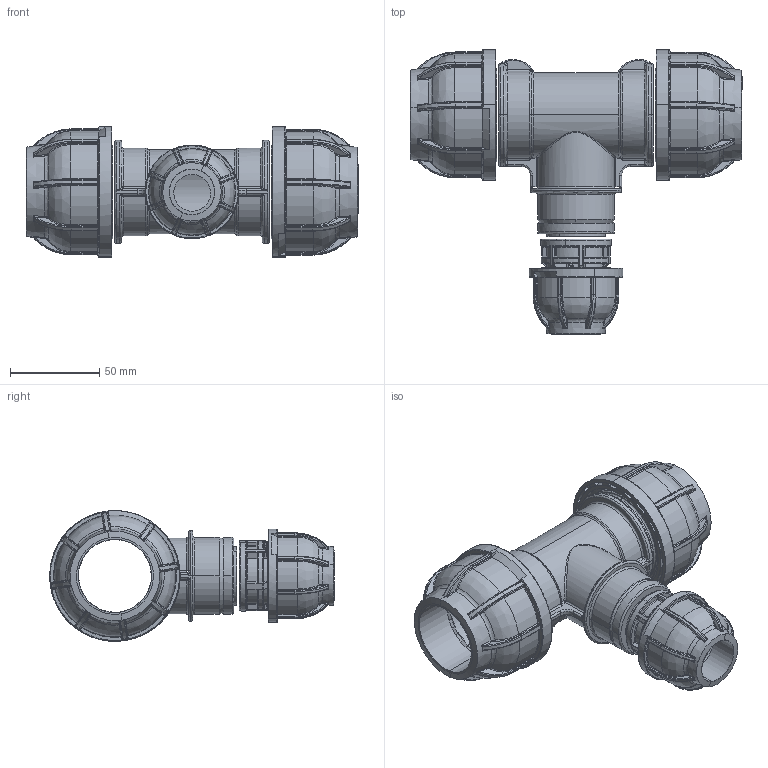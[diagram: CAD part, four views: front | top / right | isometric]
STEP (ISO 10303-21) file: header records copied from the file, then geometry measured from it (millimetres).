
FILE_DESCRIPTION (( 'STEP AP203' ), '1' );
FILE_NAME ('R247.040.025.STEP', '2016-10-19T12:02:07', ( '' ), ( '' ), 'SwSTEP 2.0', 'SolidWorks 2016', '' );
FILE_SCHEMA (( 'CONFIG_CONTROL_DESIGN' ));
Length unit declared in the file: millimetre
Products named in the file (1): R247.040.025
Bounding box: 185.68 x 159.2 x 73.11 mm (x, y, z)
Surface area: 98793.4 mm2 (no closed solid volume)
Topology: 0 solids, 72 shells, 1682 faces, 5660 edges, 3732 vertices
Faces by surface type: bspline 786, cylinder 497, plane 360, cone 39
Entity records: 90941 total; most frequent: CARTESIAN_POINT 50807, ORIENTED_EDGE 8544, DIRECTION 6789, EDGE_CURVE 5566, VERTEX_POINT 3732, AXIS2_PLACEMENT_3D 2619, B_SPLINE_CURVE_WITH_KNOTS 1936, CIRCLE 1722
